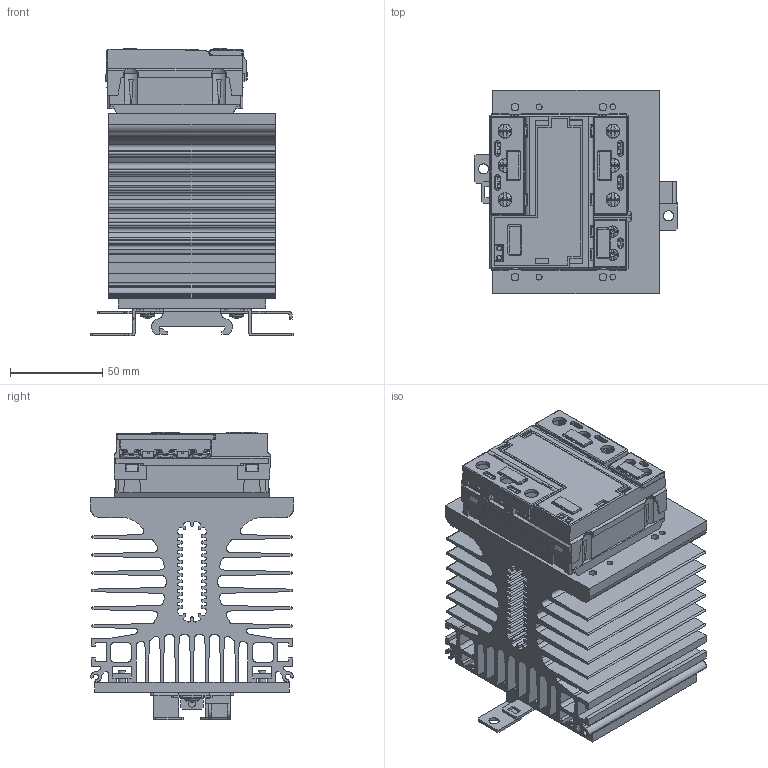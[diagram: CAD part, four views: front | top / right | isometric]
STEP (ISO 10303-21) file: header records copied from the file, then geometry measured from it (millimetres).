
FILE_DESCRIPTION(/* description */ (''),/* implementation_level */ '2;1');
FILE_NAME(/* name */ '3d_HS3D5HV048E230.stp',/* time_stamp */ '2023-11-29T07:44:42+01:00',/* author */ (''),/* organization */ (''),/* preprocessor_version */ 'ST-DEVELOPER v16.7',/* originating_system */ 'SIEMENS PLM Software NX 12.0',/* authorisation */ '');
FILE_SCHEMA (('AUTOMOTIVE_DESIGN { 1 0 10303 214 3 1 1 1 }'));
Products named in the file (1): Rugg1318F122vg5c
Bounding box: 110 x 110 x 155.81 mm (x, y, z)
Surface area: 263390.8 mm2 (no closed solid volume)
Topology: 0 solids, 81 shells, 1849 faces, 7793 edges, 5666 vertices
Faces by surface type: plane 1119, cylinder 414, cone 186, torus 47, sphere 42, bspline 41
Full cylindrical faces by diameter (mm): 2.35 x2, 3 x4, 3.12 x1, 3.242 x11, 3.45 x2, 4 x12, 4.134 x4, 4.3 x4, 4.38 x6, 4.917 x1, 5.5 x2, 6 x1, 8.4 x2
Entity records: 92324 total; most frequent: CARTESIAN_POINT 44187, ORIENTED_EDGE 11926, EDGE_CURVE 7606, B_SPLINE_CURVE_WITH_KNOTS 7046, VERTEX_POINT 5619, DIRECTION 4330, EDGE_LOOP 2095, AXIS2_PLACEMENT_3D 1960
